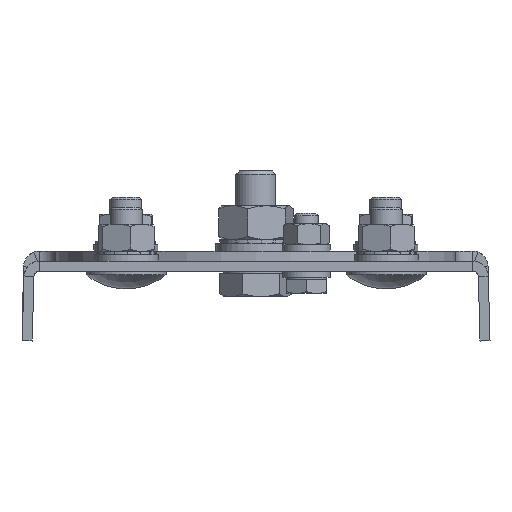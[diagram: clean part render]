
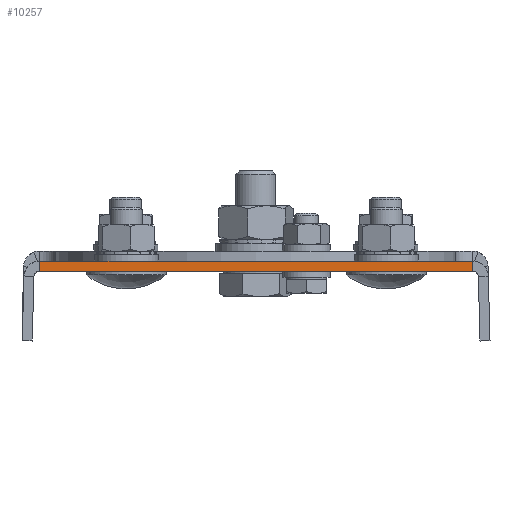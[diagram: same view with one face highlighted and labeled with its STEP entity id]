
A CAD part, left-side view. The second image highlights one B-rep face of the part: STEP entity #10257.
In plain terms, the highlighted planar face has unit normal (-1, 0, 0).
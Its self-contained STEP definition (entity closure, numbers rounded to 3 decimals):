
#296 = EDGE_CURVE ( 'NONE', #13105, #682, #2209, .T. ) ;
#630 = CARTESIAN_POINT ( 'NONE',  ( 0., -58.037, -1.395 ) ) ;
#682 = VERTEX_POINT ( 'NONE', #5196 ) ;
#758 = VECTOR ( 'NONE', #8294, 1000. ) ;
#919 = DIRECTION ( 'NONE',  ( 0., 0., 1. ) ) ;
#2088 = CARTESIAN_POINT ( 'NONE',  ( 0., 54.039, 2.5 ) ) ;
#2209 = LINE ( 'NONE', #11255, #3354 ) ;
#2432 = ORIENTED_EDGE ( 'NONE', *, *, #11281, .T. ) ;
#3354 = VECTOR ( 'NONE', #919, 1000. ) ;
#3400 = CARTESIAN_POINT ( 'NONE',  ( 0., -55.5, 0. ) ) ;
#3585 = ORIENTED_EDGE ( 'NONE', *, *, #12281, .T. ) ;
#3674 = LINE ( 'NONE', #4715, #758 ) ;
#4046 = EDGE_CURVE ( 'NONE', #5248, #682, #10270, .T. ) ;
#4711 = CARTESIAN_POINT ( 'NONE',  ( 0., 54.039, 0. ) ) ;
#4715 = CARTESIAN_POINT ( 'NONE',  ( 0., 54.039, 2.5 ) ) ;
#5196 = CARTESIAN_POINT ( 'NONE',  ( 0., -54.039, 2.5 ) ) ;
#5248 = VERTEX_POINT ( 'NONE', #2088 ) ;
#6340 = VERTEX_POINT ( 'NONE', #4711 ) ;
#6508 = DIRECTION ( 'NONE',  ( -1., 0., 0. ) ) ;
#6575 = DIRECTION ( 'NONE',  ( 0., -1., 0. ) ) ;
#7495 = FACE_OUTER_BOUND ( 'NONE', #13072, .T. ) ;
#8294 = DIRECTION ( 'NONE',  ( 0., 0., -1. ) ) ;
#10209 = ORIENTED_EDGE ( 'NONE', *, *, #296, .T. ) ;
#10257 = ADVANCED_FACE ( 'NONE', ( #7495 ), #12104, .T. ) ;
#10270 = LINE ( 'NONE', #13803, #11154 ) ;
#10515 = CARTESIAN_POINT ( 'NONE',  ( 0., -54.039, 0. ) ) ;
#11154 = VECTOR ( 'NONE', #14856, 1000. ) ;
#11255 = CARTESIAN_POINT ( 'NONE',  ( 0., -54.039, 0. ) ) ;
#11281 = EDGE_CURVE ( 'NONE', #5248, #6340, #3674, .T. ) ;
#11660 = AXIS2_PLACEMENT_3D ( 'NONE', #630, #6508, #13296 ) ;
#12104 = PLANE ( 'NONE',  #11660 ) ;
#12281 = EDGE_CURVE ( 'NONE', #6340, #13105, #14854, .T. ) ;
#13072 = EDGE_LOOP ( 'NONE', ( #3585, #10209, #14000, #2432 ) ) ;
#13105 = VERTEX_POINT ( 'NONE', #10515 ) ;
#13175 = VECTOR ( 'NONE', #6575, 1000. ) ;
#13296 = DIRECTION ( 'NONE',  ( 0., 0., 1. ) ) ;
#13803 = CARTESIAN_POINT ( 'NONE',  ( 0., -55.5, 2.5 ) ) ;
#14000 = ORIENTED_EDGE ( 'NONE', *, *, #4046, .F. ) ;
#14854 = LINE ( 'NONE', #3400, #13175 ) ;
#14856 = DIRECTION ( 'NONE',  ( 0., -1., 0. ) ) ;
